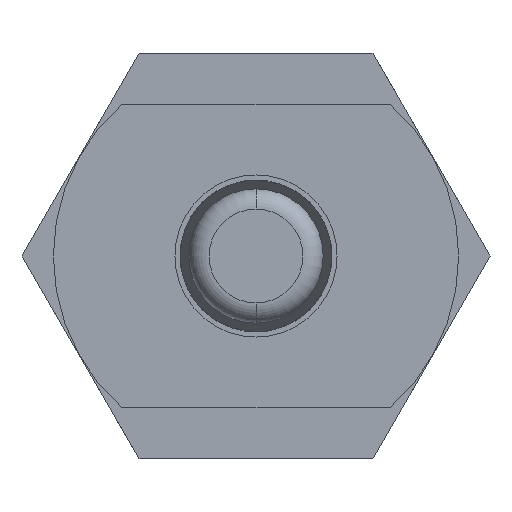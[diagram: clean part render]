
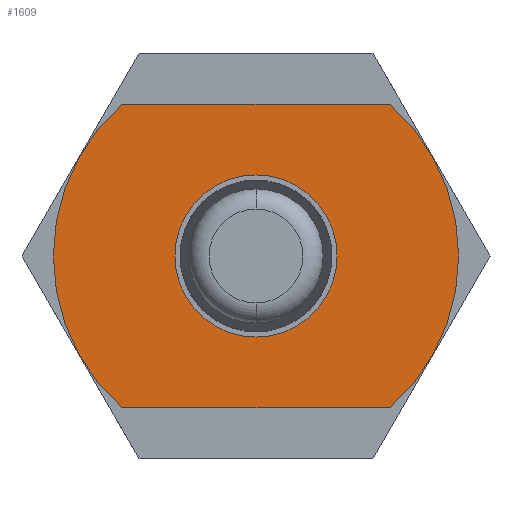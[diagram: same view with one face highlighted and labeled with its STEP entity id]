
A CAD part, front view. The second image highlights one B-rep face of the part: STEP entity #1609.
In plain terms, the highlighted face is planar.
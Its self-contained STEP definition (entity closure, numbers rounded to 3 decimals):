
#89 = DIRECTION ( 'NONE',  ( 0., 0., 1. ) ) ;
#257 = CARTESIAN_POINT ( 'NONE',  ( 2.646, 9.3, 3. ) ) ;
#262 = CARTESIAN_POINT ( 'NONE',  ( 2.646, 9.3, 3. ) ) ;
#263 = VECTOR ( 'NONE', #625, 1000. ) ;
#312 = EDGE_CURVE ( 'NONE', #1735, #1918, #2154, .T. ) ;
#321 = AXIS2_PLACEMENT_3D ( 'NONE', #936, #1095, #1323 ) ;
#423 = DIRECTION ( 'NONE',  ( 1., 0., 0. ) ) ;
#524 = LINE ( 'NONE', #257, #611 ) ;
#611 = VECTOR ( 'NONE', #423, 1000. ) ;
#625 = DIRECTION ( 'NONE',  ( -1., 0., 0. ) ) ;
#646 = PLANE ( 'NONE',  #2093 ) ;
#821 = DIRECTION ( 'NONE',  ( 0., 1., 0. ) ) ;
#918 = CIRCLE ( 'NONE', #1379, 4. ) ;
#936 = CARTESIAN_POINT ( 'NONE',  ( 0., 9.3, 0. ) ) ;
#1047 = EDGE_CURVE ( 'NONE', #1202, #1735, #1847, .T. ) ;
#1095 = DIRECTION ( 'NONE',  ( 0., 1., 0. ) ) ;
#1199 = EDGE_LOOP ( 'NONE', ( #1293, #2238, #1349, #2124 ) ) ;
#1202 = VERTEX_POINT ( 'NONE', #2129 ) ;
#1209 = CARTESIAN_POINT ( 'NONE',  ( 0., 9.3, 0. ) ) ;
#1264 = CARTESIAN_POINT ( 'NONE',  ( -2.646, 9.3, -3. ) ) ;
#1293 = ORIENTED_EDGE ( 'NONE', *, *, #1647, .T. ) ;
#1323 = DIRECTION ( 'NONE',  ( 0., 0., 1. ) ) ;
#1349 = ORIENTED_EDGE ( 'NONE', *, *, #312, .T. ) ;
#1379 = AXIS2_PLACEMENT_3D ( 'NONE', #1209, #1397, #1386 ) ;
#1386 = DIRECTION ( 'NONE',  ( 0., 0., 1. ) ) ;
#1397 = DIRECTION ( 'NONE',  ( 0., 1., 0. ) ) ;
#1463 = CARTESIAN_POINT ( 'NONE',  ( -2.646, 9.3, 3. ) ) ;
#1467 = FACE_OUTER_BOUND ( 'NONE', #1199, .T. ) ;
#1609 = ADVANCED_FACE ( 'NONE', ( #1467 ), #646, .T. ) ;
#1647 = EDGE_CURVE ( 'NONE', #1733, #1202, #918, .T. ) ;
#1703 = EDGE_CURVE ( 'NONE', #1918, #1733, #524, .T. ) ;
#1733 = VERTEX_POINT ( 'NONE', #262 ) ;
#1735 = VERTEX_POINT ( 'NONE', #1264 ) ;
#1847 = LINE ( 'NONE', #2327, #263 ) ;
#1918 = VERTEX_POINT ( 'NONE', #1463 ) ;
#2093 = AXIS2_PLACEMENT_3D ( 'NONE', #2341, #821, #89 ) ;
#2124 = ORIENTED_EDGE ( 'NONE', *, *, #1703, .T. ) ;
#2129 = CARTESIAN_POINT ( 'NONE',  ( 2.646, 9.3, -3. ) ) ;
#2154 = CIRCLE ( 'NONE', #321, 4. ) ;
#2238 = ORIENTED_EDGE ( 'NONE', *, *, #1047, .T. ) ;
#2327 = CARTESIAN_POINT ( 'NONE',  ( 2.646, 9.3, -3. ) ) ;
#2341 = CARTESIAN_POINT ( 'NONE',  ( 0., 9.3, 0. ) ) ;
